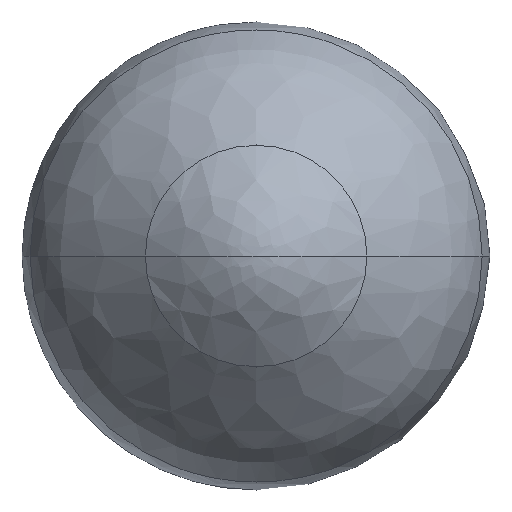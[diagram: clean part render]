
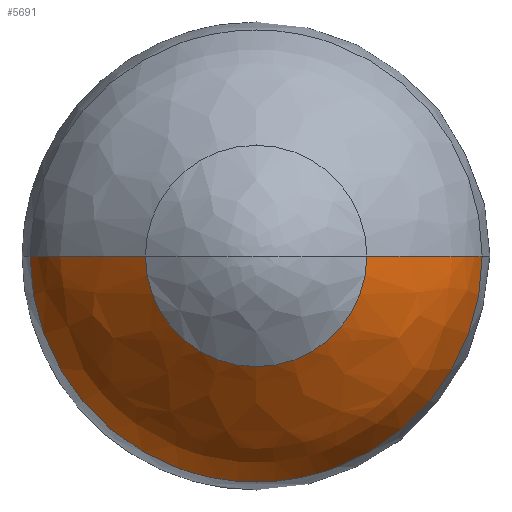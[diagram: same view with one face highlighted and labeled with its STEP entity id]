
A CAD part, left-side view. The second image highlights one B-rep face of the part: STEP entity #5691.
In plain terms, the highlighted free-form (B-spline) face has degree [3, 3] with [6, 4] control points.
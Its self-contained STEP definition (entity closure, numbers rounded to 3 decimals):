
#795 = CARTESIAN_POINT ( 'NONE',  ( -3.235, 12.074, -24.148 ) ) ;
#798 = CARTESIAN_POINT ( 'NONE',  ( -3.235, 12.074, 0. ) ) ;
#799 = FACE_OUTER_BOUND ( 'NONE', #5155, .T. ) ;
#801 = CARTESIAN_POINT ( 'NONE',  ( -3.235, -12.074, -24.148 ) ) ;
#802 = CARTESIAN_POINT ( 'NONE',  ( -3.235, -12.074, 0. ) ) ;
#803 = CARTESIAN_POINT ( 'NONE',  ( -5.698, 11.414, 0. ) ) ;
#804 = CARTESIAN_POINT ( 'NONE',  ( -5.698, 11.414, -22.828 ) ) ;
#805 = CARTESIAN_POINT ( 'NONE',  ( -5.698, -11.414, -22.828 ) ) ;
#806 = CARTESIAN_POINT ( 'NONE',  ( -5.698, -11.414, 0. ) ) ;
#807 = CARTESIAN_POINT ( 'NONE',  ( -8.053, 8.879, 0. ) ) ;
#808 = CARTESIAN_POINT ( 'NONE',  ( -8.053, 8.879, -17.758 ) ) ;
#809 = CARTESIAN_POINT ( 'NONE',  ( -8.053, -8.879, -17.758 ) ) ;
#810 = CARTESIAN_POINT ( 'NONE',  ( -8.053, -8.879, 0. ) ) ;
#811 = CARTESIAN_POINT ( 'NONE',  ( -9.888, 6.846, 0. ) ) ;
#812 = CARTESIAN_POINT ( 'NONE',  ( -9.888, 6.846, -13.691 ) ) ;
#813 = CARTESIAN_POINT ( 'NONE',  ( -9.888, -6.846, -13.691 ) ) ;
#814 = CARTESIAN_POINT ( 'NONE',  ( -9.888, -6.846, 0. ) ) ;
#815 = CARTESIAN_POINT ( 'NONE',  ( -10.46, 6.187, 0. ) ) ;
#816 = CARTESIAN_POINT ( 'NONE',  ( -10.46, 6.187, -12.374 ) ) ;
#817 = CARTESIAN_POINT ( 'NONE',  ( -10.46, -6.187, -12.374 ) ) ;
#818 = CARTESIAN_POINT ( 'NONE',  ( -10.46, -6.187, 0. ) ) ;
#819 = CARTESIAN_POINT ( 'NONE',  ( -10.689, 5.913, 0. ) ) ;
#820 = CARTESIAN_POINT ( 'NONE',  ( -10.689, 5.913, -11.826 ) ) ;
#821 = CARTESIAN_POINT ( 'NONE',  ( -10.689, -5.913, -11.826 ) ) ;
#822 = CARTESIAN_POINT ( 'NONE',  ( -10.689, -5.913, 0. ) ) ;
#1409 = CIRCLE ( 'NONE', #1414, 5.913 ) ;
#1414 = AXIS2_PLACEMENT_3D ( 'NONE', #2404, #2405, #2406 ) ;
#1415 = CIRCLE ( 'NONE', #1418, 12.074 ) ;
#1418 = AXIS2_PLACEMENT_3D ( 'NONE', #2412, #2413, #2414 ) ;
#1439 = CIRCLE ( 'NONE', #1442, 5.913 ) ;
#1442 = AXIS2_PLACEMENT_3D ( 'NONE', #2523, #2524, #2525 ) ;
#1896 = CARTESIAN_POINT ( 'NONE',  ( -3.235, -12.074, 0. ) ) ;
#1897 = CARTESIAN_POINT ( 'NONE',  ( -10.689, -5.913, 0. ) ) ;
#1923 = CARTESIAN_POINT ( 'NONE',  ( -3.235, 12.074, 0. ) ) ;
#1959 = CARTESIAN_POINT ( 'NONE',  ( -10.689, 0., -5.913 ) ) ;
#2069 = CARTESIAN_POINT ( 'NONE',  ( -10.689, 5.913, 0. ) ) ;
#2404 = CARTESIAN_POINT ( 'NONE',  ( -10.689, 0., 0. ) ) ;
#2405 = DIRECTION ( 'NONE',  ( 1., 0., 0. ) ) ;
#2406 = DIRECTION ( 'NONE',  ( 0., 0., 1. ) ) ;
#2412 = CARTESIAN_POINT ( 'NONE',  ( -3.235, 0., 0. ) ) ;
#2413 = DIRECTION ( 'NONE',  ( -1., 0., 0. ) ) ;
#2414 = DIRECTION ( 'NONE',  ( 0., 0., 1. ) ) ;
#2418 = CARTESIAN_POINT ( 'NONE',  ( -5.698, -11.414, 0. ) ) ;
#2422 = CARTESIAN_POINT ( 'NONE',  ( -3.235, -12.074, 0. ) ) ;
#2429 = CARTESIAN_POINT ( 'NONE',  ( -8.053, -8.879, 0. ) ) ;
#2430 = CARTESIAN_POINT ( 'NONE',  ( -9.888, -6.846, 0. ) ) ;
#2431 = CARTESIAN_POINT ( 'NONE',  ( -10.46, -6.187, 0. ) ) ;
#2432 = CARTESIAN_POINT ( 'NONE',  ( -10.689, -5.913, 0. ) ) ;
#2498 = CARTESIAN_POINT ( 'NONE',  ( -3.235, 12.074, 0. ) ) ;
#2505 = CARTESIAN_POINT ( 'NONE',  ( -5.698, 11.414, 0. ) ) ;
#2509 = CARTESIAN_POINT ( 'NONE',  ( -8.053, 8.879, 0. ) ) ;
#2510 = CARTESIAN_POINT ( 'NONE',  ( -9.888, 6.846, 0. ) ) ;
#2511 = CARTESIAN_POINT ( 'NONE',  ( -10.46, 6.187, 0. ) ) ;
#2512 = CARTESIAN_POINT ( 'NONE',  ( -10.689, 5.913, 0. ) ) ;
#2523 = CARTESIAN_POINT ( 'NONE',  ( -10.689, 0., 0. ) ) ;
#2524 = DIRECTION ( 'NONE',  ( 1., 0., 0. ) ) ;
#2525 = DIRECTION ( 'NONE',  ( 0., 0., 1. ) ) ;
#5126 =( BOUNDED_SURFACE ( )  B_SPLINE_SURFACE ( 3, 3, ( 
 ( #798, #795, #801, #802 ),
 ( #803, #804, #805, #806 ),
 ( #807, #808, #809, #810 ),
 ( #811, #812, #813, #814 ),
 ( #815, #816, #817, #818 ),
 ( #819, #820, #821, #822 ) ),
 .UNSPECIFIED., .F., .F., .F. ) 
 B_SPLINE_SURFACE_WITH_KNOTS ( ( 4, 1, 1, 4 ),
 ( 4, 4 ),
 ( 0., 0.4, 0.5, 0.568 ),
 ( 0., 1. ),
 .UNSPECIFIED. ) 
 GEOMETRIC_REPRESENTATION_ITEM ( )  RATIONAL_B_SPLINE_SURFACE ( (
 ( 1., 0.333, 0.333, 1.),
 ( 1., 0.333, 0.333, 1.),
 ( 1., 0.333, 0.333, 1.),
 ( 1., 0.333, 0.333, 1.),
 ( 1., 0.333, 0.333, 1.),
 ( 1., 0.333, 0.333, 1.) ) ) 
 REPRESENTATION_ITEM ( '' )  SURFACE ( )  );
#5155 = EDGE_LOOP ( 'NONE', ( #6854, #6860, #6851, #6855, #6852 ) ) ;
#5438 = B_SPLINE_CURVE_WITH_KNOTS ( 'NONE', 3,
 ( #2422, #2418, #2429, #2430, #2431, #2432 ),
 .UNSPECIFIED., .F., .F.,
 ( 4, 1, 1, 4 ),
 ( 0., 0.4, 0.5, 0.568 ),
 .UNSPECIFIED. ) ;
#5506 = B_SPLINE_CURVE_WITH_KNOTS ( 'NONE', 3,
 ( #2498, #2505, #2509, #2510, #2511, #2512 ),
 .UNSPECIFIED., .F., .F.,
 ( 4, 1, 1, 4 ),
 ( 0., 0.4, 0.5, 0.568 ),
 .UNSPECIFIED. ) ;
#5691 = ADVANCED_FACE ( 'NONE', ( #799 ), #5126, .F. ) ;
#5944 = VERTEX_POINT ( 'NONE', #1896 ) ;
#5945 = VERTEX_POINT ( 'NONE', #1897 ) ;
#5971 = VERTEX_POINT ( 'NONE', #1923 ) ;
#6007 = VERTEX_POINT ( 'NONE', #1959 ) ;
#6117 = VERTEX_POINT ( 'NONE', #2069 ) ;
#6851 = ORIENTED_EDGE ( 'NONE', *, *, #7875, .T. ) ;
#6852 = ORIENTED_EDGE ( 'NONE', *, *, #7894, .F. ) ;
#6854 = ORIENTED_EDGE ( 'NONE', *, *, #7877, .T. ) ;
#6855 = ORIENTED_EDGE ( 'NONE', *, *, #7898, .T. ) ;
#6860 = ORIENTED_EDGE ( 'NONE', *, *, #7882, .T. ) ;
#7875 = EDGE_CURVE ( 'NONE', #5945, #6007, #1409, .T. ) ;
#7877 = EDGE_CURVE ( 'NONE', #5971, #5944, #1415, .T. ) ;
#7882 = EDGE_CURVE ( 'NONE', #5944, #5945, #5438, .T. ) ;
#7894 = EDGE_CURVE ( 'NONE', #5971, #6117, #5506, .T. ) ;
#7898 = EDGE_CURVE ( 'NONE', #6007, #6117, #1439, .T. ) ;
